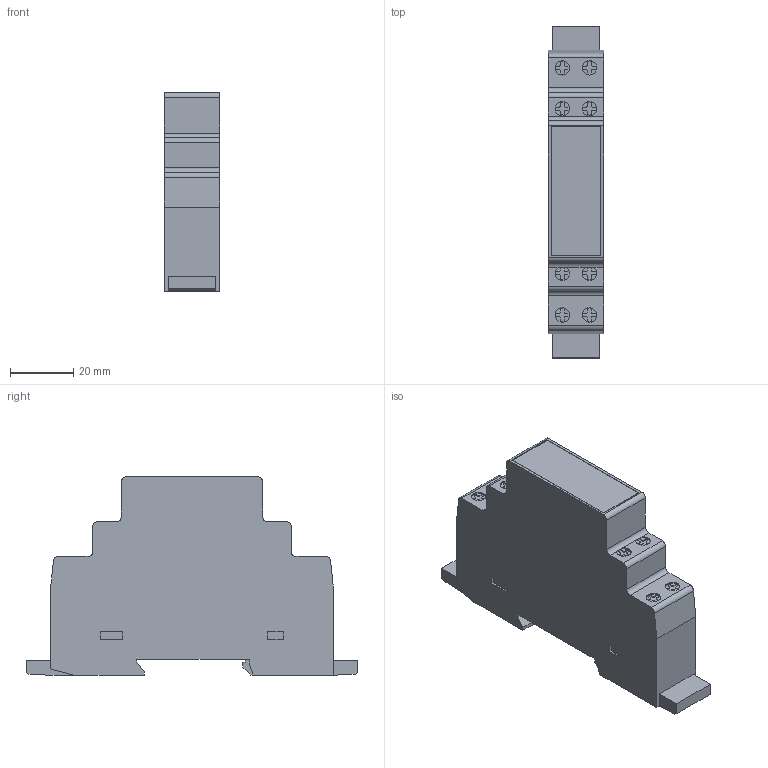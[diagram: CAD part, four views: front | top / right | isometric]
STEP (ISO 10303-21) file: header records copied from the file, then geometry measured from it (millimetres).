
FILE_DESCRIPTION((''),'2;1');
FILE_NAME('3d_PMV10A440.stp','2012-10-03T09:09:46',(''),(''),'Mechanical Desktop 2011','Mechanical Desktop 2011',', , ');
FILE_SCHEMA(('CONFIG_CONTROL_DESIGN'));
Length unit declared in the file: millimetre
Products named in the file (1): Product
Bounding box: 17.5 x 105.38 x 62.99 mm (x, y, z)
Volume: 80442.7 mm3; surface area: 15263.2 mm2
Topology: 1 solids, 1 shells, 328 faces, 991 edges, 732 vertices
Faces by surface type: plane 304, cylinder 24
Entity records: 10961 total; most frequent: CARTESIAN_POINT 2000, ORIENTED_EDGE 1878, DIRECTION 1709, EDGE_CURVE 939, VECTOR 931, LINE 931, VERTEX_POINT 628, AXIS2_PLACEMENT_3D 389
